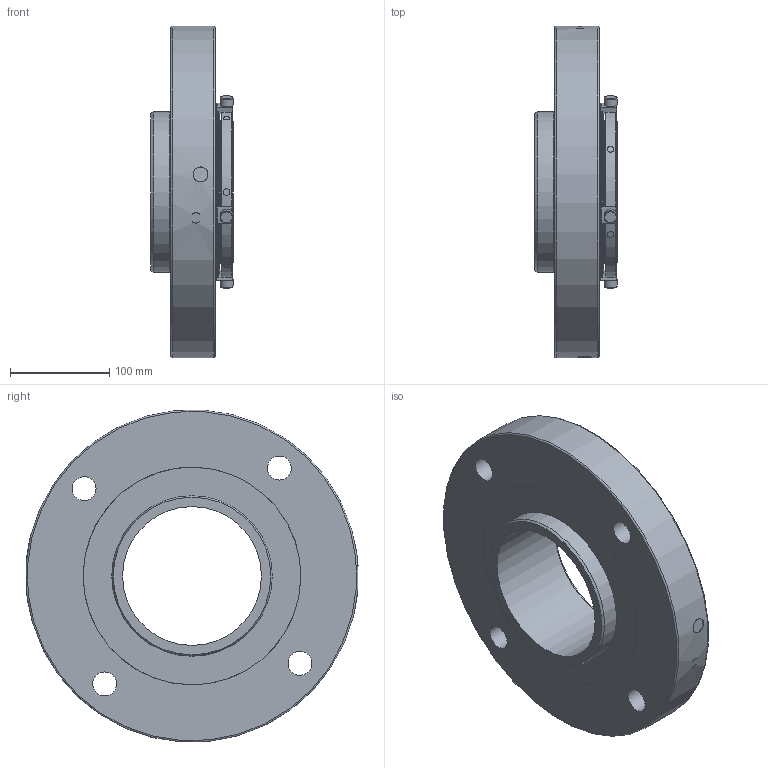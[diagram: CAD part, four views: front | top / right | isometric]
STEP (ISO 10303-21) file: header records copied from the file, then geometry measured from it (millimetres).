
FILE_DESCRIPTION(/* description */ ('Unknown'),/* implementation_level */ '2;1');
FILE_NAME(/* name */ '5.500-SMSS-ANSI-SEAL-ARRANGEMENT',/* time_stamp */ '2023-05-26T10:31:22+01:00',/* author */ ('Unknown'),/* organization */ ('Unknown'),/* preprocessor_version */ 'ST-DEVELOPER v18.102',/* originating_system */ 'Solid Edge',/* authorisation */ 'Unknown');
FILE_SCHEMA (('AUTOMOTIVE_DESIGN {1 0 10303 214 3 1 1}'));
Length unit declared in the file: millimetre
Products named in the file (1): 5.500-SMSS-ANSI-SEAL-ARRANGEMENT
Bounding box: 83.46 x 334.15 x 333.97 mm (x, y, z)
Volume: 3402045.9 mm3; surface area: 277351.9 mm2
Topology: 1 solids, 1 shells, 183 faces, 531 edges, 361 vertices
Faces by surface type: plane 58, cylinder 54, torus 37, cone 22, bspline 12
Full cylindrical faces by diameter (mm): 13 x4, 15.002 x2, 24 x4, 139.7 x1, 141.275 x1, 142.85 x2, 143.713 x1, 153.924 x1, 158.242 x1, 161.544 x1, 171.45 x1, 172.974 x1, 219.075 x1, 334.772 x1
Entity records: 7521 total; most frequent: CARTESIAN_POINT 3117, ORIENTED_EDGE 920, DIRECTION 800, EDGE_CURVE 460, VERTEX_POINT 336, AXIS2_PLACEMENT_3D 336, EDGE_LOOP 282, FACE_BOUND 282
